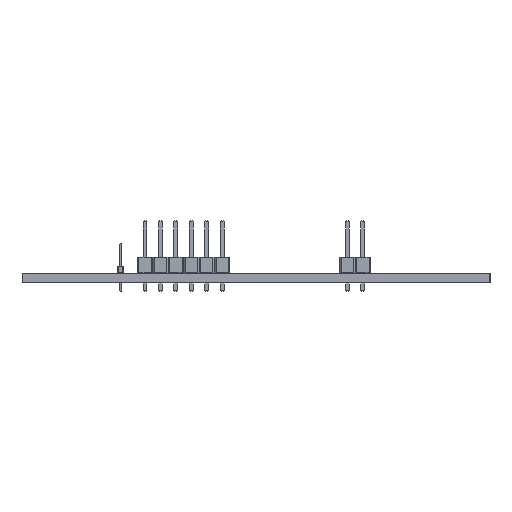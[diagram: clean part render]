
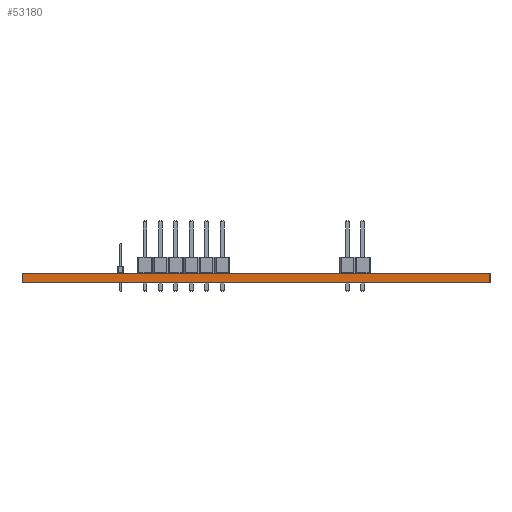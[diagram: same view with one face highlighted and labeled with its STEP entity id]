
A CAD part, left-side view. The second image highlights one B-rep face of the part: STEP entity #53180.
In plain terms, the highlighted planar face has unit normal (-1, 0, 0).
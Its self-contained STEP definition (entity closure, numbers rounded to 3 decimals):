
#21120 = PLANE('',#21121);
#21121 = AXIS2_PLACEMENT_3D('',#21122,#21123,#21124);
#21122 = CARTESIAN_POINT('',(89.73,-61.707,1.6));
#21123 = DIRECTION('',(-0.,-0.,-1.));
#21124 = DIRECTION('',(-1.,0.,0.));
#21174 = PLANE('',#21175);
#21175 = AXIS2_PLACEMENT_3D('',#21176,#21177,#21178);
#21176 = CARTESIAN_POINT('',(89.73,-61.707,0.));
#21177 = DIRECTION('',(-0.,-0.,-1.));
#21178 = DIRECTION('',(-1.,0.,0.));
#21207 = PLANE('',#21208);
#21208 = AXIS2_PLACEMENT_3D('',#21209,#21210,#21211);
#21209 = CARTESIAN_POINT('',(25.748,-25.948,0.));
#21210 = DIRECTION('',(0.,1.,0.));
#21211 = DIRECTION('',(1.,0.,0.));
#21938 = VERTEX_POINT('',#21939);
#21939 = CARTESIAN_POINT('',(25.748,-102.948,0.));
#21953 = PLANE('',#21954);
#21954 = AXIS2_PLACEMENT_3D('',#21955,#21956,#21957);
#21955 = CARTESIAN_POINT('',(141.748,-102.948,0.));
#21956 = DIRECTION('',(0.,-1.,0.));
#21957 = DIRECTION('',(-1.,0.,0.));
#21965 = EDGE_CURVE('',#21938,#21966,#21968,.T.);
#21966 = VERTEX_POINT('',#21967);
#21967 = CARTESIAN_POINT('',(25.748,-25.948,0.));
#21968 = SURFACE_CURVE('',#21969,(#21973,#21980),.PCURVE_S1.);
#21969 = LINE('',#21970,#21971);
#21970 = CARTESIAN_POINT('',(25.748,-102.948,0.));
#21971 = VECTOR('',#21972,1.);
#21972 = DIRECTION('',(0.,1.,0.));
#21973 = PCURVE('',#21174,#21974);
#21974 = DEFINITIONAL_REPRESENTATION('',(#21975),#21979);
#21975 = LINE('',#21976,#21977);
#21976 = CARTESIAN_POINT('',(63.982,-41.24));
#21977 = VECTOR('',#21978,1.);
#21978 = DIRECTION('',(0.,1.));
#21979 = ( GEOMETRIC_REPRESENTATION_CONTEXT(2) 
PARAMETRIC_REPRESENTATION_CONTEXT() REPRESENTATION_CONTEXT('2D SPACE',''
  ) );
#21980 = PCURVE('',#21981,#21986);
#21981 = PLANE('',#21982);
#21982 = AXIS2_PLACEMENT_3D('',#21983,#21984,#21985);
#21983 = CARTESIAN_POINT('',(25.748,-102.948,0.));
#21984 = DIRECTION('',(-1.,0.,0.));
#21985 = DIRECTION('',(0.,1.,0.));
#21986 = DEFINITIONAL_REPRESENTATION('',(#21987),#21991);
#21987 = LINE('',#21988,#21989);
#21988 = CARTESIAN_POINT('',(0.,0.));
#21989 = VECTOR('',#21990,1.);
#21990 = DIRECTION('',(1.,0.));
#21991 = ( GEOMETRIC_REPRESENTATION_CONTEXT(2) 
PARAMETRIC_REPRESENTATION_CONTEXT() REPRESENTATION_CONTEXT('2D SPACE',''
  ) );
#39255 = VERTEX_POINT('',#39256);
#39256 = CARTESIAN_POINT('',(25.748,-102.948,1.6));
#39277 = EDGE_CURVE('',#39255,#39278,#39280,.T.);
#39278 = VERTEX_POINT('',#39279);
#39279 = CARTESIAN_POINT('',(25.748,-25.948,1.6));
#39280 = SURFACE_CURVE('',#39281,(#39285,#39292),.PCURVE_S1.);
#39281 = LINE('',#39282,#39283);
#39282 = CARTESIAN_POINT('',(25.748,-102.948,1.6));
#39283 = VECTOR('',#39284,1.);
#39284 = DIRECTION('',(0.,1.,0.));
#39285 = PCURVE('',#21120,#39286);
#39286 = DEFINITIONAL_REPRESENTATION('',(#39287),#39291);
#39287 = LINE('',#39288,#39289);
#39288 = CARTESIAN_POINT('',(63.982,-41.24));
#39289 = VECTOR('',#39290,1.);
#39290 = DIRECTION('',(0.,1.));
#39291 = ( GEOMETRIC_REPRESENTATION_CONTEXT(2) 
PARAMETRIC_REPRESENTATION_CONTEXT() REPRESENTATION_CONTEXT('2D SPACE',''
  ) );
#39292 = PCURVE('',#21981,#39293);
#39293 = DEFINITIONAL_REPRESENTATION('',(#39294),#39298);
#39294 = LINE('',#39295,#39296);
#39295 = CARTESIAN_POINT('',(0.,-1.6));
#39296 = VECTOR('',#39297,1.);
#39297 = DIRECTION('',(1.,0.));
#39298 = ( GEOMETRIC_REPRESENTATION_CONTEXT(2) 
PARAMETRIC_REPRESENTATION_CONTEXT() REPRESENTATION_CONTEXT('2D SPACE',''
  ) );
#53130 = EDGE_CURVE('',#21966,#39278,#53131,.T.);
#53131 = SURFACE_CURVE('',#53132,(#53136,#53143),.PCURVE_S1.);
#53132 = LINE('',#53133,#53134);
#53133 = CARTESIAN_POINT('',(25.748,-25.948,0.));
#53134 = VECTOR('',#53135,1.);
#53135 = DIRECTION('',(0.,0.,1.));
#53136 = PCURVE('',#21207,#53137);
#53137 = DEFINITIONAL_REPRESENTATION('',(#53138),#53142);
#53138 = LINE('',#53139,#53140);
#53139 = CARTESIAN_POINT('',(0.,0.));
#53140 = VECTOR('',#53141,1.);
#53141 = DIRECTION('',(0.,-1.));
#53142 = ( GEOMETRIC_REPRESENTATION_CONTEXT(2) 
PARAMETRIC_REPRESENTATION_CONTEXT() REPRESENTATION_CONTEXT('2D SPACE',''
  ) );
#53143 = PCURVE('',#21981,#53144);
#53144 = DEFINITIONAL_REPRESENTATION('',(#53145),#53149);
#53145 = LINE('',#53146,#53147);
#53146 = CARTESIAN_POINT('',(77.,0.));
#53147 = VECTOR('',#53148,1.);
#53148 = DIRECTION('',(0.,-1.));
#53149 = ( GEOMETRIC_REPRESENTATION_CONTEXT(2) 
PARAMETRIC_REPRESENTATION_CONTEXT() REPRESENTATION_CONTEXT('2D SPACE',''
  ) );
#53180 = ADVANCED_FACE('',(#53181),#21981,.T.);
#53181 = FACE_BOUND('',#53182,.T.);
#53182 = EDGE_LOOP('',(#53183,#53204,#53205,#53206));
#53183 = ORIENTED_EDGE('',*,*,#53184,.T.);
#53184 = EDGE_CURVE('',#21938,#39255,#53185,.T.);
#53185 = SURFACE_CURVE('',#53186,(#53190,#53197),.PCURVE_S1.);
#53186 = LINE('',#53187,#53188);
#53187 = CARTESIAN_POINT('',(25.748,-102.948,0.));
#53188 = VECTOR('',#53189,1.);
#53189 = DIRECTION('',(0.,0.,1.));
#53190 = PCURVE('',#21981,#53191);
#53191 = DEFINITIONAL_REPRESENTATION('',(#53192),#53196);
#53192 = LINE('',#53193,#53194);
#53193 = CARTESIAN_POINT('',(0.,0.));
#53194 = VECTOR('',#53195,1.);
#53195 = DIRECTION('',(0.,-1.));
#53196 = ( GEOMETRIC_REPRESENTATION_CONTEXT(2) 
PARAMETRIC_REPRESENTATION_CONTEXT() REPRESENTATION_CONTEXT('2D SPACE',''
  ) );
#53197 = PCURVE('',#21953,#53198);
#53198 = DEFINITIONAL_REPRESENTATION('',(#53199),#53203);
#53199 = LINE('',#53200,#53201);
#53200 = CARTESIAN_POINT('',(116.,0.));
#53201 = VECTOR('',#53202,1.);
#53202 = DIRECTION('',(0.,-1.));
#53203 = ( GEOMETRIC_REPRESENTATION_CONTEXT(2) 
PARAMETRIC_REPRESENTATION_CONTEXT() REPRESENTATION_CONTEXT('2D SPACE',''
  ) );
#53204 = ORIENTED_EDGE('',*,*,#39277,.T.);
#53205 = ORIENTED_EDGE('',*,*,#53130,.F.);
#53206 = ORIENTED_EDGE('',*,*,#21965,.F.);
